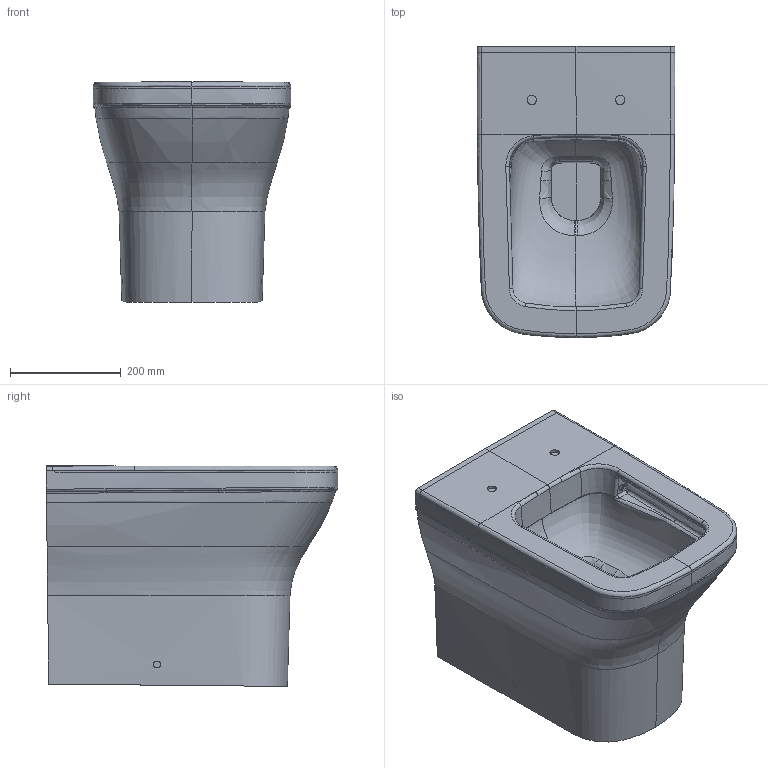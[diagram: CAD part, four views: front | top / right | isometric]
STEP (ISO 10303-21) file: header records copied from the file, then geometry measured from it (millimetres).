
FILE_DESCRIPTION(/* description */ (''),/* implementation_level */ '2;1');
FILE_NAME(/* name */ '1525_Sadeleştirilmiş Model.stp',/* time_stamp */ '2020-06-02T14:37:42+03:00',/* author */ (''),/* organization */ (''),/* preprocessor_version */ 'ST-DEVELOPER v16',/* originating_system */ 'SIEMENS PLM Software NX 11.0',/* authorisation */ '');
FILE_SCHEMA (('AUTOMOTIVE_DESIGN { 1 0 10303 214 3 1 1 1 }'));
Length unit declared in the file: millimetre
Products named in the file (1): CAN1AFCA65Aa9jj
Bounding box: 357.51 x 528.08 x 399.66 mm (x, y, z)
Volume: 40402637.8 mm3; surface area: 1014710.8 mm2
Topology: 1 solids, 1 shells, 154 faces, 378 edges, 230 vertices
Faces by surface type: bspline 104, plane 24, cylinder 10, extrusion 10, revolution 2, torus 2, cone 2
Full cylindrical faces by diameter (mm): 10.68 x2
Entity records: 28361 total; most frequent: CARTESIAN_POINT 25731, ORIENTED_EDGE 728, EDGE_CURVE 364, DIRECTION 230, VERTEX_POINT 224, B_SPLINE_CURVE_WITH_KNOTS 224, EDGE_LOOP 166, ADVANCED_FACE 154
